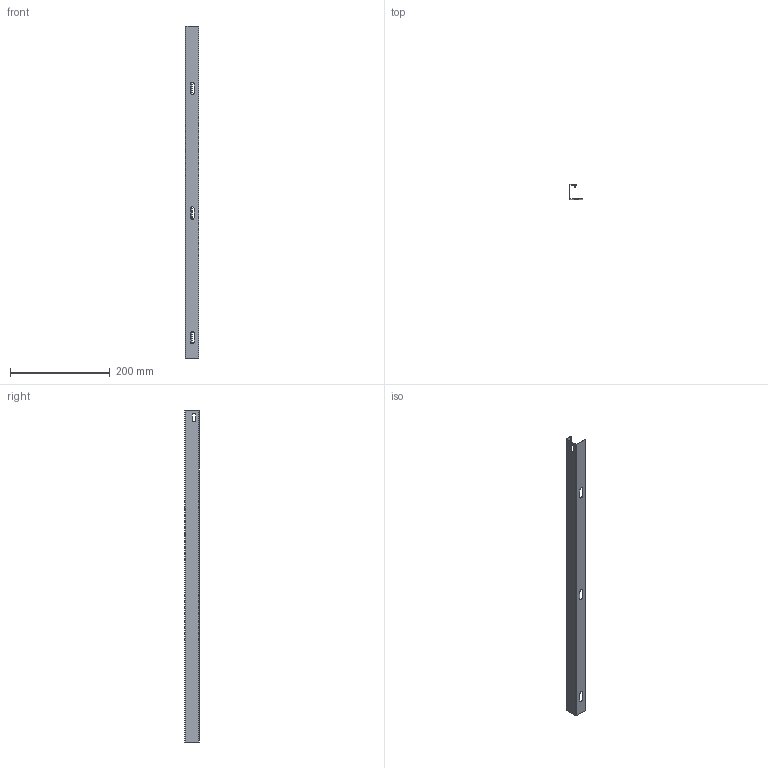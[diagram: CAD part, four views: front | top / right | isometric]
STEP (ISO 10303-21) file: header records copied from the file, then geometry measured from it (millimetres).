
FILE_DESCRIPTION (( 'STEP AP203' ), '1' );
FILE_NAME ('ïåðåãîðîäêà SEP (2)_36460.STEP', '2012-11-09T08:50:45', ( 'Àñååâ' ), ( '' ), 'SwSTEP 2.0', 'SolidWorks 2012', '' );
FILE_SCHEMA (( 'CONFIG_CONTROL_DESIGN' ));
Length unit declared in the file: millimetre
Products named in the file (1): ïåðåãîðîäêà SEP (2)_36460
Bounding box: 27 x 29 x 665.63 mm (x, y, z)
Volume: 37665.9 mm3; surface area: 95516.1 mm2
Topology: 1 solids, 1 shells, 34 faces, 96 edges, 64 vertices
Faces by surface type: plane 20, cylinder 14
Entity records: 1201 total; most frequent: CARTESIAN_POINT 195, DIRECTION 194, ORIENTED_EDGE 192, EDGE_CURVE 96, LINE 68, VECTOR 68, VERTEX_POINT 64, AXIS2_PLACEMENT_3D 63
